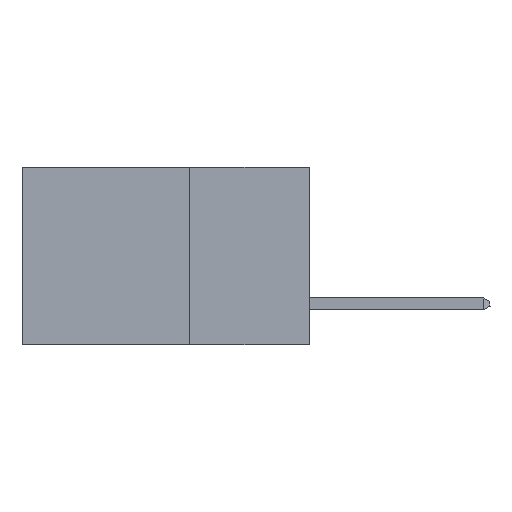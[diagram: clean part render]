
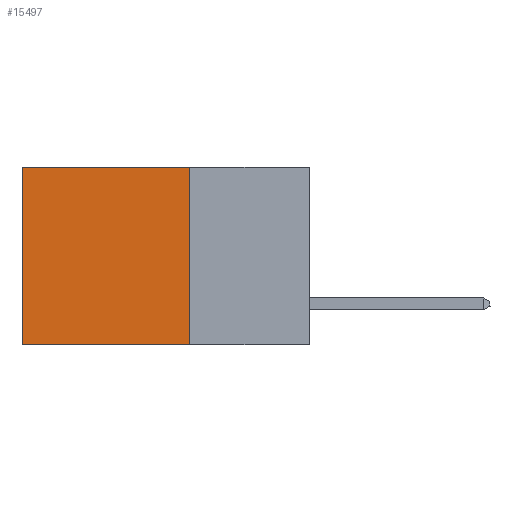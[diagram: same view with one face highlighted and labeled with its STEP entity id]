
A CAD part, left-side view. The second image highlights one B-rep face of the part: STEP entity #15497.
In plain terms, the highlighted planar face has unit normal (-1, 0, 0).
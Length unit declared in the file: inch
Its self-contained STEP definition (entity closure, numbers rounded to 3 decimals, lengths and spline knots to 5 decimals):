
#196 = VERTEX_POINT ( 'NONE', #2850 ) ;
#597 = LINE ( 'NONE', #27514, #41471 ) ;
#2850 = CARTESIAN_POINT ( 'NONE',  ( 0.2875, 0.6, -0.37 ) ) ;
#3944 = EDGE_CURVE ( 'NONE', #44352, #196, #29305, .T. ) ;
#4473 = EDGE_LOOP ( 'NONE', ( #45387, #11603, #45374, #20658 ) ) ;
#5454 = CARTESIAN_POINT ( 'NONE',  ( 0.2875, 0.25, 0. ) ) ;
#5939 = EDGE_CURVE ( 'NONE', #31827, #196, #11860, .T. ) ;
#9758 = EDGE_CURVE ( 'NONE', #15646, #44352, #22804, .T. ) ;
#11603 = ORIENTED_EDGE ( 'NONE', *, *, #3944, .F. ) ;
#11860 = LINE ( 'NONE', #27106, #39697 ) ;
#12577 = CARTESIAN_POINT ( 'NONE',  ( 0.2875, 0.25, -0.37 ) ) ;
#15497 = ADVANCED_FACE ( 'NONE', ( #37660 ), #34791, .F. ) ;
#15646 = VERTEX_POINT ( 'NONE', #20647 ) ;
#16260 = VECTOR ( 'NONE', #45717, 39.37008 ) ;
#17148 = DIRECTION ( 'NONE',  ( 0., 0., -1. ) ) ;
#17533 = AXIS2_PLACEMENT_3D ( 'NONE', #5454, #23338, #20198 ) ;
#20198 = DIRECTION ( 'NONE',  ( 0., 0., -1. ) ) ;
#20647 = CARTESIAN_POINT ( 'NONE',  ( 0.2875, 0.25, 0. ) ) ;
#20658 = ORIENTED_EDGE ( 'NONE', *, *, #25695, .T. ) ;
#22804 = LINE ( 'NONE', #42839, #29660 ) ;
#23338 = DIRECTION ( 'NONE',  ( 1., 0., 0. ) ) ;
#23544 = DIRECTION ( 'NONE',  ( 0., 1., 0. ) ) ;
#25695 = EDGE_CURVE ( 'NONE', #15646, #31827, #597, .T. ) ;
#26785 = CARTESIAN_POINT ( 'NONE',  ( 0.2875, 0.25, -0.37 ) ) ;
#26791 = DIRECTION ( 'NONE',  ( 0., 0., -1. ) ) ;
#27106 = CARTESIAN_POINT ( 'NONE',  ( 0.2875, 0.6, 0. ) ) ;
#27341 = CARTESIAN_POINT ( 'NONE',  ( 0.2875, 0.6, 0. ) ) ;
#27514 = CARTESIAN_POINT ( 'NONE',  ( 0.2875, 0.25, 0. ) ) ;
#29305 = LINE ( 'NONE', #26785, #16260 ) ;
#29660 = VECTOR ( 'NONE', #17148, 39.37008 ) ;
#31827 = VERTEX_POINT ( 'NONE', #27341 ) ;
#34791 = PLANE ( 'NONE',  #17533 ) ;
#37660 = FACE_OUTER_BOUND ( 'NONE', #4473, .T. ) ;
#39697 = VECTOR ( 'NONE', #26791, 39.37008 ) ;
#41471 = VECTOR ( 'NONE', #23544, 39.37008 ) ;
#42839 = CARTESIAN_POINT ( 'NONE',  ( 0.2875, 0.25, 0. ) ) ;
#44352 = VERTEX_POINT ( 'NONE', #12577 ) ;
#45374 = ORIENTED_EDGE ( 'NONE', *, *, #9758, .F. ) ;
#45387 = ORIENTED_EDGE ( 'NONE', *, *, #5939, .T. ) ;
#45717 = DIRECTION ( 'NONE',  ( 0., 1., 0. ) ) ;
